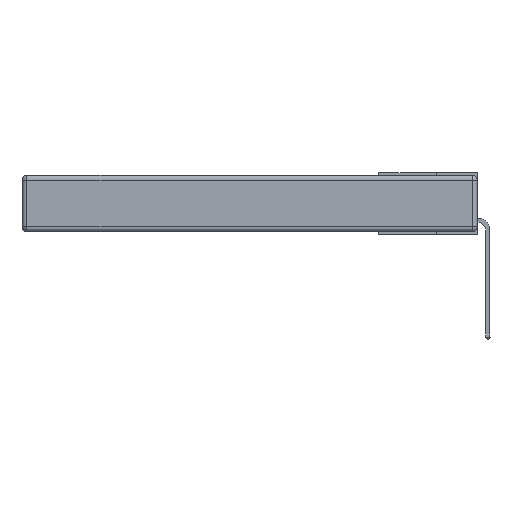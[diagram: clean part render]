
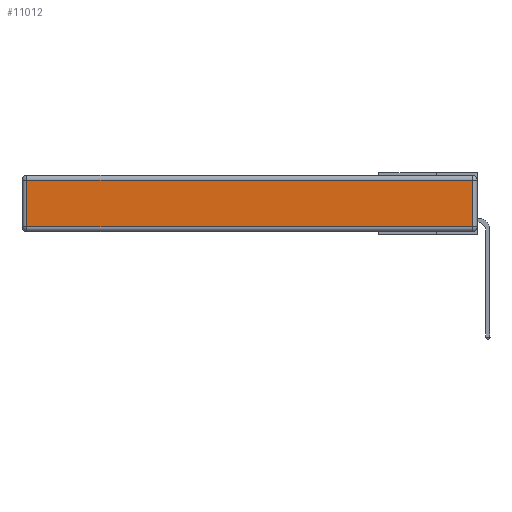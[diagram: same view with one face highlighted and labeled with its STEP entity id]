
A CAD part, left-side view. The second image highlights one B-rep face of the part: STEP entity #11012.
In plain terms, the highlighted planar face has unit normal (-1, 0, 0).
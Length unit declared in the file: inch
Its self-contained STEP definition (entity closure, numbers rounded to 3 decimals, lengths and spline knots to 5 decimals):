
#18 = CARTESIAN_POINT ( 'NONE',  ( 0., 2.75, -0.03 ) ) ;
#1627 = VERTEX_POINT ( 'NONE', #17080 ) ;
#2085 = CARTESIAN_POINT ( 'NONE',  ( 0., 0., -0.343 ) ) ;
#2131 = VECTOR ( 'NONE', #17384, 39.37008 ) ;
#2320 = DIRECTION ( 'NONE',  ( 0., -1., 0. ) ) ;
#2428 = CARTESIAN_POINT ( 'NONE',  ( 0., 2.72, -0.03 ) ) ;
#3800 = CARTESIAN_POINT ( 'NONE',  ( 0., 2.72, -0.343 ) ) ;
#5476 = CARTESIAN_POINT ( 'NONE',  ( 0., 0.03, -0.03 ) ) ;
#5528 = DIRECTION ( 'NONE',  ( 0., 0., 1. ) ) ;
#6229 = AXIS2_PLACEMENT_3D ( 'NONE', #2085, #17700, #15467 ) ;
#7312 = LINE ( 'NONE', #25930, #26011 ) ;
#7849 = ORIENTED_EDGE ( 'NONE', *, *, #27205, .T. ) ;
#9479 = VERTEX_POINT ( 'NONE', #5476 ) ;
#11012 = ADVANCED_FACE ( 'NONE', ( #17656 ), #13301, .T. ) ;
#12056 = VERTEX_POINT ( 'NONE', #2428 ) ;
#12914 = LINE ( 'NONE', #13742, #17837 ) ;
#13301 = PLANE ( 'NONE',  #6229 ) ;
#13742 = CARTESIAN_POINT ( 'NONE',  ( 0., 0., -0.313 ) ) ;
#15467 = DIRECTION ( 'NONE',  ( 0., 0., 1. ) ) ;
#17080 = CARTESIAN_POINT ( 'NONE',  ( 0., 0.03, -0.313 ) ) ;
#17384 = DIRECTION ( 'NONE',  ( 0., 1., 0. ) ) ;
#17656 = FACE_OUTER_BOUND ( 'NONE', #28051, .T. ) ;
#17700 = DIRECTION ( 'NONE',  ( -1., 0., 0. ) ) ;
#17837 = VECTOR ( 'NONE', #2320, 39.37008 ) ;
#18272 = VERTEX_POINT ( 'NONE', #24034 ) ;
#18704 = LINE ( 'NONE', #3800, #27522 ) ;
#22081 = EDGE_CURVE ( 'NONE', #9479, #12056, #25721, .T. ) ;
#23293 = ORIENTED_EDGE ( 'NONE', *, *, #26111, .T. ) ;
#24034 = CARTESIAN_POINT ( 'NONE',  ( 0., 2.72, -0.313 ) ) ;
#24359 = DIRECTION ( 'NONE',  ( 0., 0., -1. ) ) ;
#25721 = LINE ( 'NONE', #18, #2131 ) ;
#25930 = CARTESIAN_POINT ( 'NONE',  ( 0., 0.03, -0.343 ) ) ;
#26011 = VECTOR ( 'NONE', #5528, 39.37008 ) ;
#26111 = EDGE_CURVE ( 'NONE', #12056, #18272, #18704, .T. ) ;
#26697 = ORIENTED_EDGE ( 'NONE', *, *, #22081, .T. ) ;
#27205 = EDGE_CURVE ( 'NONE', #1627, #9479, #7312, .T. ) ;
#27491 = ORIENTED_EDGE ( 'NONE', *, *, #28175, .T. ) ;
#27522 = VECTOR ( 'NONE', #24359, 39.37008 ) ;
#28051 = EDGE_LOOP ( 'NONE', ( #27491, #7849, #26697, #23293 ) ) ;
#28175 = EDGE_CURVE ( 'NONE', #18272, #1627, #12914, .T. ) ;
